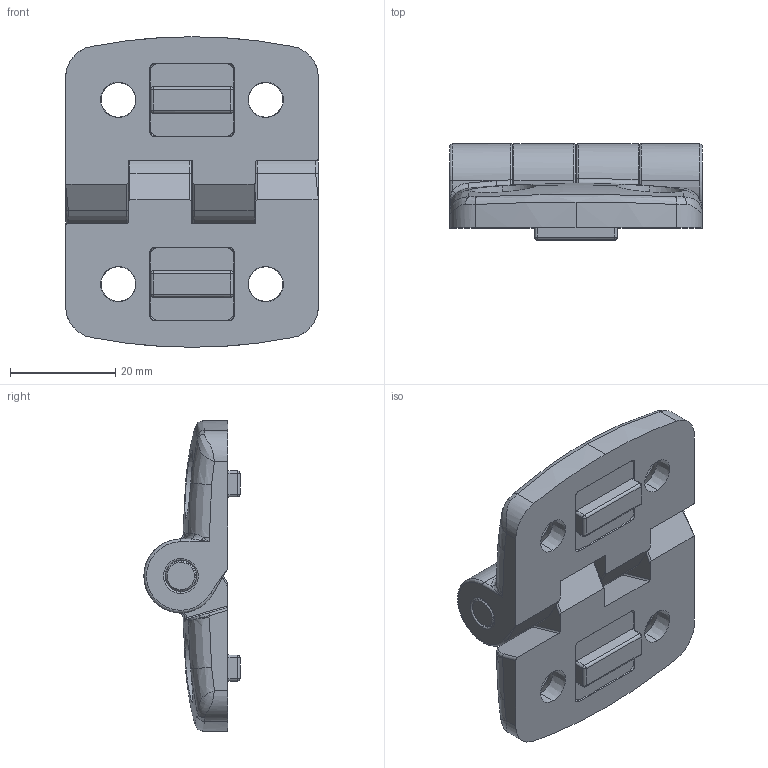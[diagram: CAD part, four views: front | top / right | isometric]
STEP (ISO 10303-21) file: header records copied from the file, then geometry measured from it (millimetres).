
FILE_DESCRIPTION (( 'STEP AP214' ), '1' );
FILE_NAME ('095a3030f.STEP', '2014-08-14T08:19:40', ( '' ), ( '' ), 'SwSTEP 2.0', 'SolidWorks 2014', '' );
FILE_SCHEMA (( 'AUTOMOTIVE_DESIGN' ));
Length unit declared in the file: millimetre
Products named in the file (4): 095a25f_095A30F - 114339; 095a3030f; 095an05_095 a n05; 095a-02e
Assembly tree (5 placements, depth 2):
  095a3030f
    095a25f_095A30F - 114339  x2
    095a-02e
    095an05_095 a n05  x2
Bounding box: 48 x 18.25 x 59 mm (x, y, z)
Volume: 21104.7 mm3; surface area: 12749.2 mm2
Topology: 5 solids, 5 shells, 651 faces, 1610 edges, 935 vertices
Faces by surface type: plane 248, cylinder 187, bspline 80, torus 64, cone 54, sphere 18
Entity records: 14866 total; most frequent: CARTESIAN_POINT 5056, ORIENTED_EDGE 2084, DIRECTION 1974, EDGE_CURVE 1042, AXIS2_PLACEMENT_3D 749, VERTEX_POINT 625, LINE 476, VECTOR 476
